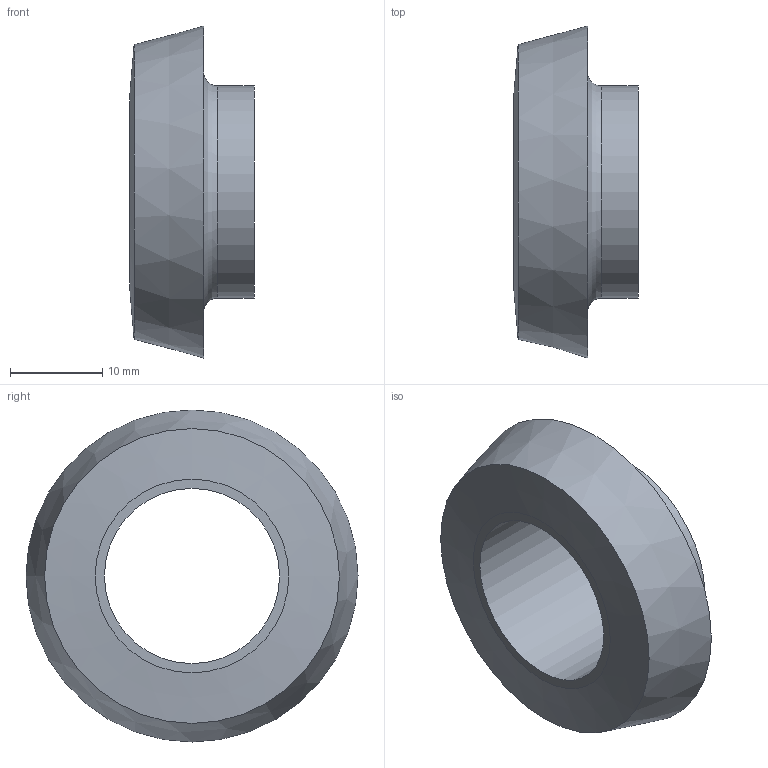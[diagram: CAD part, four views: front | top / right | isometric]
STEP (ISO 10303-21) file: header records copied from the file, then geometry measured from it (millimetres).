
FILE_DESCRIPTION((''),'2;1');
FILE_NAME('114040201.stp','2010-08-02T12:08:33',('thilbrands'),(''),'Autodesk Inventor 2008','Autodesk Inventor 2008','');
FILE_SCHEMA(('AUTOMOTIVE_DESIGN { 1 0 10303 214 1 1 1 1 }'));
Length unit declared in the file: millimetre
Products named in the file (1): 114040101
Bounding box: 13.5 x 36 x 36 mm (x, y, z)
Volume: 5590.9 mm3; surface area: 3244.2 mm2
Topology: 1 solids, 1 shells, 8 faces, 13 edges, 8 vertices
Faces by surface type: plane 3, cylinder 2, cone 2, bspline 1
Full cylindrical faces by diameter (mm): 19 x1, 23 x1
Entity records: 234 total; most frequent: CARTESIAN_POINT 69, DIRECTION 32, AXIS2_PLACEMENT_3D 16, ORIENTED_EDGE 16, EDGE_LOOP 16, VERTEX_POINT 8, CIRCLE 8, EDGE_CURVE 8
